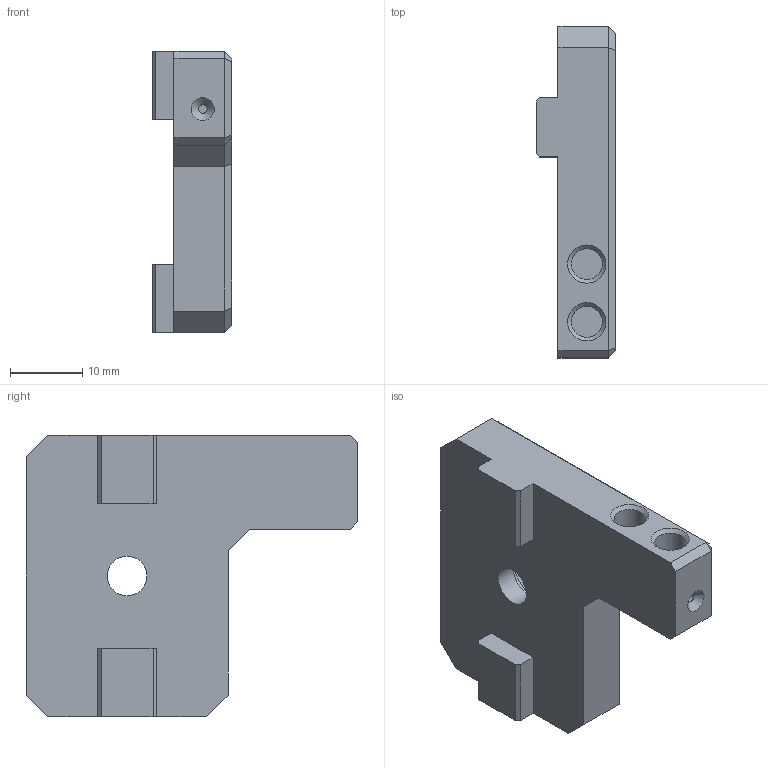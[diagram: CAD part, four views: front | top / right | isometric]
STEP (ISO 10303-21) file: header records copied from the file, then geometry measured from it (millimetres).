
FILE_DESCRIPTION(/* description */ (''),/* implementation_level */ '2;1');
FILE_NAME(/* name */ '02_60__XP__Fix_Cable_Frame_A___V2.0.step',/* time_stamp */ '2025-04-03T11:21:58+02:00',/* author */ (''),/* organization */ (''),/* preprocessor_version */ 'ST-DEVELOPER v20.1',/* originating_system */ 'Autodesk Translation Framework v14.4.0.0',/* authorisation */ '');
FILE_SCHEMA (('AUTOMOTIVE_DESIGN { 1 0 10303 214 3 1 1 }'));
Length unit declared in the file: millimetre
Products named in the file (1): 02_60__XP__Fix_Cable_Frame_A___V2.0
Bounding box: 11 x 46 x 39 mm (x, y, z)
Volume: 10032.4 mm3; surface area: 4599.4 mm2
Topology: 1 solids, 1 shells, 58 faces, 144 edges, 92 vertices
Faces by surface type: plane 44, cylinder 9, cone 4, torus 1
Full cylindrical faces by diameter (mm): 1.2 x3, 4.3 x2, 5.5 x1, 10 x1
Entity records: 1869 total; most frequent: CARTESIAN_POINT 431, ORIENTED_EDGE 288, DIRECTION 275, EDGE_CURVE 144, LINE 115, VECTOR 115, VERTEX_POINT 92, AXIS2_PLACEMENT_3D 80
